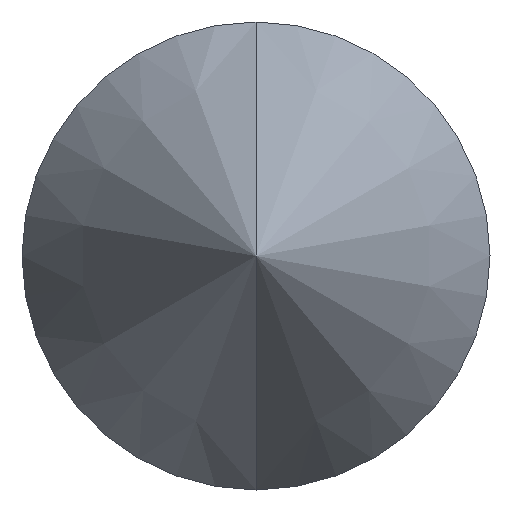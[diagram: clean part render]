
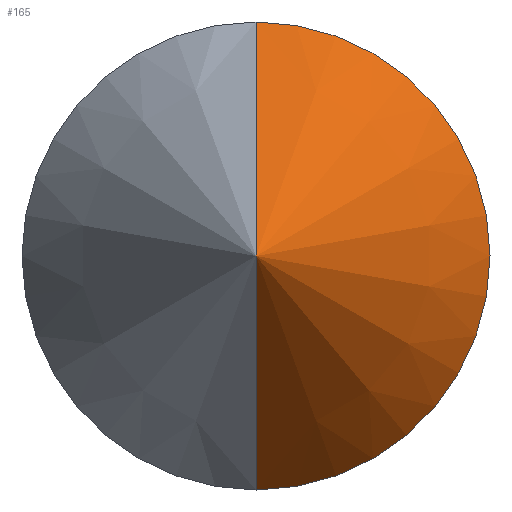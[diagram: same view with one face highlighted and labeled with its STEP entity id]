
A CAD part, front view. The second image highlights one B-rep face of the part: STEP entity #165.
In plain terms, the highlighted conical face has half-angle 30 degrees and reference radius 577.35 mm.
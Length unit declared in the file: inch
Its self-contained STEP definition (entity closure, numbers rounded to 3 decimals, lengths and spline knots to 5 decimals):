
#4 = DIRECTION ( 'NONE',  ( 0., 0., -1. ) ) ;
#5 = EDGE_CURVE ( 'NONE', #238, #96, #348, .T. ) ;
#33 = DIRECTION ( 'NONE',  ( 0., -1., 0. ) ) ;
#40 = FACE_OUTER_BOUND ( 'NONE', #131, .T. ) ;
#69 = CIRCLE ( 'NONE', #138, 0.25 ) ;
#96 = VERTEX_POINT ( 'NONE', #167 ) ;
#97 = DIRECTION ( 'NONE',  ( 0., 1., 0. ) ) ;
#120 = ORIENTED_EDGE ( 'NONE', *, *, #5, .T. ) ;
#131 = EDGE_LOOP ( 'NONE', ( #318, #120, #157 ) ) ;
#132 = CARTESIAN_POINT ( 'NONE',  ( 0., 0., 0. ) ) ;
#138 = AXIS2_PLACEMENT_3D ( 'NONE', #142, #33, #4 ) ;
#142 = CARTESIAN_POINT ( 'NONE',  ( 0., 0.43301, 0. ) ) ;
#155 = CARTESIAN_POINT ( 'NONE',  ( 0., 0., 0. ) ) ;
#157 = ORIENTED_EDGE ( 'NONE', *, *, #221, .T. ) ;
#165 = ADVANCED_FACE ( 'NONE', ( #40 ), #224, .T. ) ;
#167 = CARTESIAN_POINT ( 'NONE',  ( 0., 0.43301, -0.25 ) ) ;
#173 = CARTESIAN_POINT ( 'NONE',  ( 0., 0., 0. ) ) ;
#214 = DIRECTION ( 'NONE',  ( 0., 0.866, 0.5 ) ) ;
#221 = EDGE_CURVE ( 'NONE', #96, #266, #69, .T. ) ;
#224 = CONICAL_SURFACE ( 'NONE', #349, 22.73033, 0.524 ) ;
#228 = VECTOR ( 'NONE', #214, 39.37008 ) ;
#238 = VERTEX_POINT ( 'NONE', #173 ) ;
#266 = VERTEX_POINT ( 'NONE', #310 ) ;
#270 = LINE ( 'NONE', #155, #228 ) ;
#310 = CARTESIAN_POINT ( 'NONE',  ( 0., 0.43301, 0.25 ) ) ;
#317 = DIRECTION ( 'NONE',  ( 0., 0., 1. ) ) ;
#318 = ORIENTED_EDGE ( 'NONE', *, *, #345, .F. ) ;
#323 = DIRECTION ( 'NONE',  ( 0., 0.866, -0.5 ) ) ;
#324 = CARTESIAN_POINT ( 'NONE',  ( 0., 39.37008, 0. ) ) ;
#332 = VECTOR ( 'NONE', #323, 39.37008 ) ;
#345 = EDGE_CURVE ( 'NONE', #238, #266, #270, .T. ) ;
#348 = LINE ( 'NONE', #132, #332 ) ;
#349 = AXIS2_PLACEMENT_3D ( 'NONE', #324, #97, #317 ) ;
